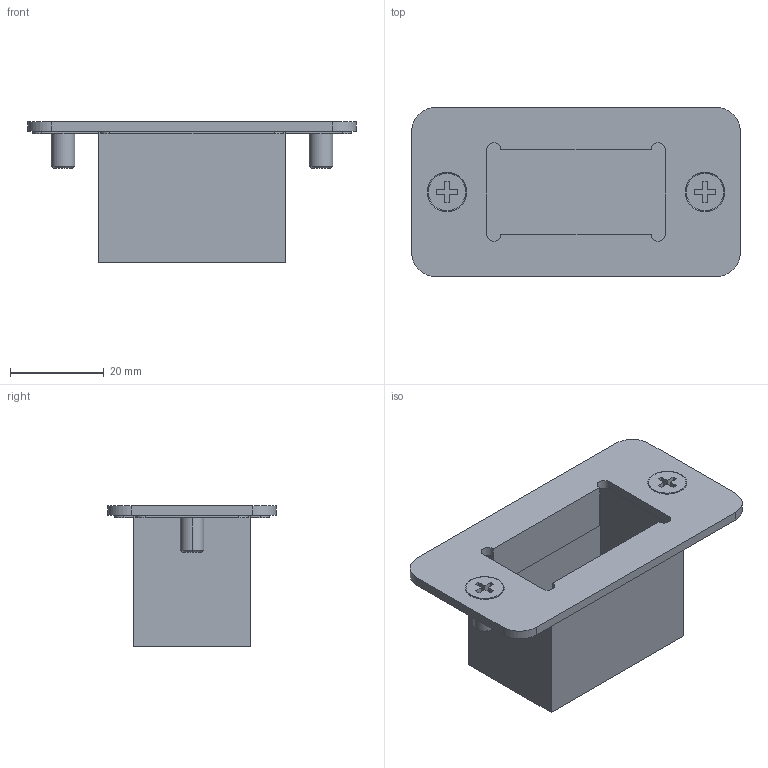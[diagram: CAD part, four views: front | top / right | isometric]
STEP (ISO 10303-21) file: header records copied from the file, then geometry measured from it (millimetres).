
FILE_DESCRIPTION (( 'STEP AP203' ), '1' );
FILE_NAME ('C-1376-ST.STEP', '2010-11-19T01:25:38', ( ' ' ), ( ' ' ), 'SwSTEP 2.0', 'SolidWorks 2007', '' );
FILE_SCHEMA (( 'CONFIG_CONTROL_DESIGN' ));
Length unit declared in the file: millimetre
Products named in the file (4): C-1376-STm5×10サッシ用皿ネジ__ﾃﾞﾌｫﾙﾄ; C-1376-ST; C-1376-ST僾儗乕僩__棉太倌; C-1376-ST僩儘僇僶乕__棉太倌
Assembly tree (4 placements, depth 2):
  C-1376-ST
    C-1376-STm5×10サッシ用皿ネジ__ﾃﾞﾌｫﾙﾄ  x2
    C-1376-ST僾儗乕僩__棉太倌
    C-1376-ST僩儘僇僶乕__棉太倌
Bounding box: 70 x 36 x 30.1 mm (x, y, z)
Volume: 7620 mm3; surface area: 16833.1 mm2
Topology: 4 solids, 4 shells, 119 faces, 304 edges, 196 vertices
Faces by surface type: plane 75, cylinder 32, cone 12
Entity records: 3390 total; most frequent: DIRECTION 518, CARTESIAN_POINT 515, ORIENTED_EDGE 500, EDGE_CURVE 250, LINE 188, VECTOR 188, AXIS2_PLACEMENT_3D 165, VERTEX_POINT 162
